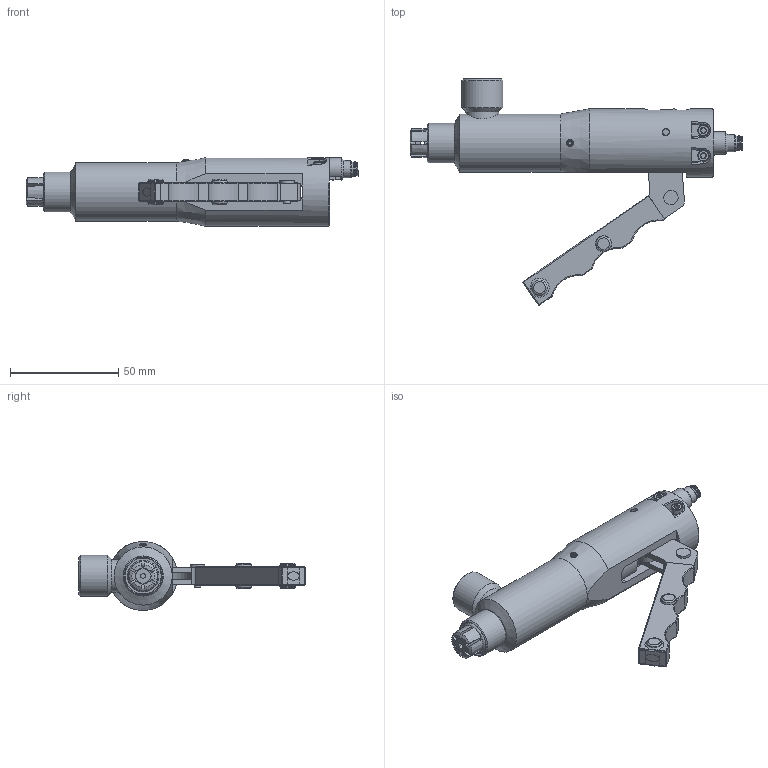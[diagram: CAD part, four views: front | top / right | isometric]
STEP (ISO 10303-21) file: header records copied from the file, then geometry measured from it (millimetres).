
FILE_DESCRIPTION(/* description */ (''),/* implementation_level */ '2;1');
FILE_NAME(/* name */ 'FNL042041CV04ANA.stp',/* time_stamp */ '2020-06-09T10:46:45-05:00',/* author */ ('jake.chandler'),/* organization */ ('FasTest,Inc.'),/* preprocessor_version */ 'ST-DEVELOPER v17.2',/* originating_system */ 'Autodesk Inventor 2019',/* authorisation */ '');
FILE_SCHEMA (('AUTOMOTIVE_DESIGN { 1 0 10303 214 3 1 1 }'));
Length unit declared in the file: inch
Products named in the file (1): FNL042041CV04ANA_Shrinkwrap_1
Bounding box: 153.51 x 104.62 x 31.74 mm (x, y, z)
Volume: 93725.9 mm3; surface area: 25850.5 mm2
Topology: 3 solids, 3 shells, 405 faces, 1071 edges, 696 vertices
Faces by surface type: plane 179, cylinder 113, cone 68, torus 22, bspline 17, sphere 6
Full cylindrical faces by diameter (mm): 0.7 x6, 1.45 x1, 2.381 x1, 3.175 x2, 3.2 x1, 3.302 x2, 3.353 x1, 4.762 x1, 4.801 x2, 4.978 x1, 5.207 x2, 5.334 x1, 5.8 x1, 6.401 x2, 6.5 x1, 6.6 x1, 6.604 x1, 6.858 x1, 6.9 x1, 7.874 x1, 7.938 x2, 7.97 x1, 8.331 x1, 10.42 x1, 11.112 x1, 14.605 x1, 15.189 x1, 18.313 x1, 19.05 x1, 26.924 x1
Entity records: 14381 total; most frequent: CARTESIAN_POINT 3835, ORIENTED_EDGE 2112, DIRECTION 2110, EDGE_CURVE 1056, AXIS2_PLACEMENT_3D 828, VERTEX_POINT 697, EDGE_LOOP 455, LINE 454
